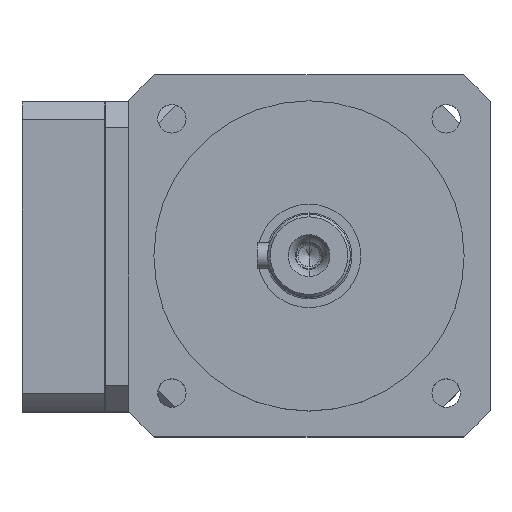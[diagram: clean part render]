
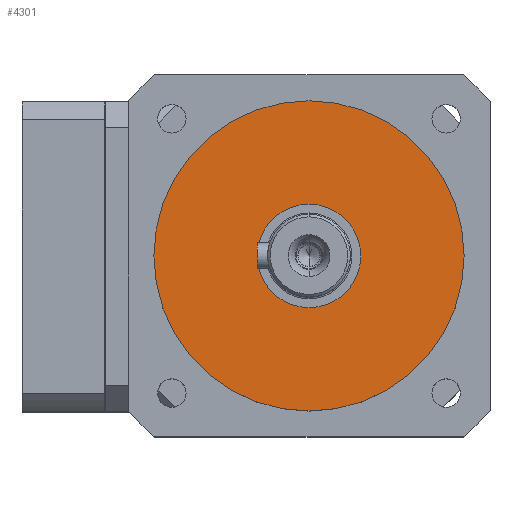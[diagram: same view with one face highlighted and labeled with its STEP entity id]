
A CAD part, top view. The second image highlights one B-rep face of the part: STEP entity #4301.
In plain terms, the highlighted planar face has unit normal (0, 0, 1).
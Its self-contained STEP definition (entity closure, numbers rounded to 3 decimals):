
#169=CARTESIAN_POINT('',(55.5,0.,105.5));
#170=DIRECTION('',(0.,0.,-1.));
#171=DIRECTION('',(0.,-1.,0.));
#172=AXIS2_PLACEMENT_3D('',#169,#170,#171);
#174=CARTESIAN_POINT('',(55.5,0.,105.5));
#175=DIRECTION('',(0.,0.,1.));
#176=DIRECTION('',(0.,-1.,0.));
#177=AXIS2_PLACEMENT_3D('',#174,#175,#176);
#184=CARTESIAN_POINT('',(55.5,0.,105.5));
#185=DIRECTION('',(0.,0.,1.));
#186=DIRECTION('',(0.,-1.,0.));
#187=AXIS2_PLACEMENT_3D('',#184,#185,#186);
#3026=CARTESIAN_POINT('',(55.5,0.,105.5));
#3027=DIRECTION('',(0.,0.,-1.));
#3028=DIRECTION('',(0.,-1.,0.));
#3029=AXIS2_PLACEMENT_3D('',#3026,#3027,#3028);
#3180=CARTESIAN_POINT('',(55.5,-10.,105.5));
#3182=VERTEX_POINT('',#3180);
#3184=CARTESIAN_POINT('',(55.5,10.,105.5));
#3186=VERTEX_POINT('',#3184);
#3187=CARTESIAN_POINT('',(55.5,-30.,105.5));
#3188=CARTESIAN_POINT('',(55.5,30.,105.5));
#3189=VERTEX_POINT('',#3187);
#3190=VERTEX_POINT('',#3188);
#4286=CARTESIAN_POINT('',(55.5,0.,105.5));
#4287=DIRECTION('',(0.,0.,1.));
#4288=DIRECTION('',(0.,1.,0.));
#4289=AXIS2_PLACEMENT_3D('',#4286,#4287,#4288);
#4290=PLANE('',#4289);
#4292=ORIENTED_EDGE('',*,*,#4291,.F.);
#4294=ORIENTED_EDGE('',*,*,#4293,.T.);
#4295=EDGE_LOOP('',(#4292,#4294));
#4296=FACE_OUTER_BOUND('',#4295,.F.);
#4297=ORIENTED_EDGE('',*,*,#4272,.F.);
#4298=ORIENTED_EDGE('',*,*,#4254,.T.);
#4299=EDGE_LOOP('',(#4297,#4298));
#4300=FACE_BOUND('',#4299,.F.);
#173=CIRCLE('',#172,10.);
#178=CIRCLE('',#177,10.);
#188=CIRCLE('',#187,30.);
#3030=CIRCLE('',#3029,30.);
#4254=EDGE_CURVE('',#3182,#3186,#178,.T.);
#4272=EDGE_CURVE('',#3182,#3186,#173,.T.);
#4291=EDGE_CURVE('',#3189,#3190,#188,.T.);
#4293=EDGE_CURVE('',#3189,#3190,#3030,.T.);
#4301=ADVANCED_FACE('',(#4296,#4300),#4290,.T.);
